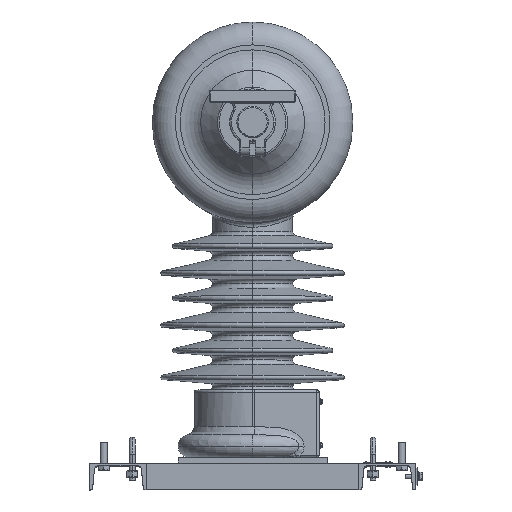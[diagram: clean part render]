
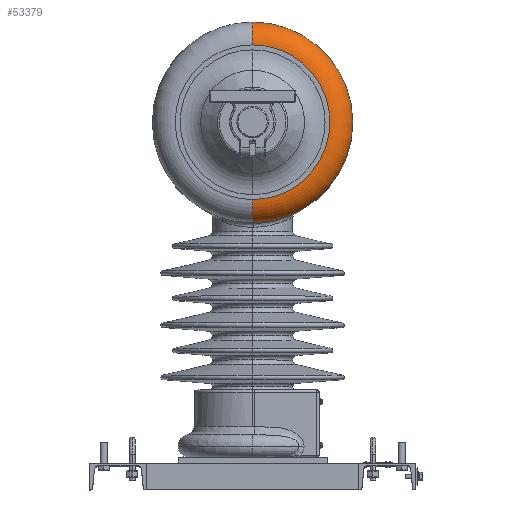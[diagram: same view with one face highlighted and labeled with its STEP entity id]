
A CAD part, top view. The second image highlights one B-rep face of the part: STEP entity #53379.
In plain terms, the highlighted toroidal (fillet/blend) face has major radius 135 mm and minor radius 40 mm.
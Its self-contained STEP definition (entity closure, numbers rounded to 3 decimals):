
#14439 = AXIS2_PLACEMENT_3D ( 'NONE', #28213, #28236, #28208 ) ;
#23086 = VERTEX_POINT ( 'NONE', #60799 ) ;
#23087 = VERTEX_POINT ( 'NONE', #60823 ) ;
#23095 = VERTEX_POINT ( 'NONE', #60777 ) ;
#23101 = VERTEX_POINT ( 'NONE', #60822 ) ;
#25109 = FACE_OUTER_BOUND ( 'NONE', #31686, .T. ) ;
#25158 = TOROIDAL_SURFACE ( 'NONE', #14439, 135., 40. ) ;
#28208 = DIRECTION ( 'NONE',  ( 0., -1., 0. ) ) ;
#28213 = CARTESIAN_POINT ( 'NONE',  ( 0., 585., 130. ) ) ;
#28236 = DIRECTION ( 'NONE',  ( 0., 0., 1. ) ) ;
#31686 = EDGE_LOOP ( 'NONE', ( #57460, #57446, #57445, #57475 ) ) ;
#46339 = DIRECTION ( 'NONE',  ( -1., 0., 0. ) ) ;
#46349 = CARTESIAN_POINT ( 'NONE',  ( 0., 585., 170. ) ) ;
#46350 = DIRECTION ( 'NONE',  ( 0., -1., 0. ) ) ;
#46355 = DIRECTION ( 'NONE',  ( 0., 0., 1. ) ) ;
#46361 = DIRECTION ( 'NONE',  ( 0., 0., 1. ) ) ;
#46365 = DIRECTION ( 'NONE',  ( 1., 0., 0. ) ) ;
#46366 = CARTESIAN_POINT ( 'NONE',  ( 0., 450., 130. ) ) ;
#46367 = CARTESIAN_POINT ( 'NONE',  ( 0., 720., 130. ) ) ;
#46377 = DIRECTION ( 'NONE',  ( 0., 1., 0. ) ) ;
#46455 = CARTESIAN_POINT ( 'NONE',  ( 0., 585., 130. ) ) ;
#46498 = DIRECTION ( 'NONE',  ( 0., -1., 0. ) ) ;
#46501 = DIRECTION ( 'NONE',  ( 0., 0., -1. ) ) ;
#47407 = EDGE_CURVE ( 'NONE', #23086, #23087, #81522, .T. ) ;
#47410 = EDGE_CURVE ( 'NONE', #23095, #23087, #81518, .T. ) ;
#47413 = EDGE_CURVE ( 'NONE', #23101, #23086, #81545, .T. ) ;
#47431 = EDGE_CURVE ( 'NONE', #23095, #23101, #81591, .T. ) ;
#53379 = ADVANCED_FACE ( 'NONE', ( #25109 ), #25158, .T. ) ;
#57445 = ORIENTED_EDGE ( 'NONE', *, *, #47407, .F. ) ;
#57446 = ORIENTED_EDGE ( 'NONE', *, *, #47410, .T. ) ;
#57460 = ORIENTED_EDGE ( 'NONE', *, *, #47431, .F. ) ;
#57475 = ORIENTED_EDGE ( 'NONE', *, *, #47413, .F. ) ;
#60777 = CARTESIAN_POINT ( 'NONE',  ( 0., 760., 130. ) ) ;
#60799 = CARTESIAN_POINT ( 'NONE',  ( 0., 450., 170. ) ) ;
#60822 = CARTESIAN_POINT ( 'NONE',  ( 0., 410., 130. ) ) ;
#60823 = CARTESIAN_POINT ( 'NONE',  ( 0., 720., 170. ) ) ;
#81518 = CIRCLE ( 'NONE', #82325, 40. ) ;
#81522 = CIRCLE ( 'NONE', #82391, 135. ) ;
#81545 = CIRCLE ( 'NONE', #82359, 40. ) ;
#81591 = CIRCLE ( 'NONE', #82326, 175. ) ;
#82325 = AXIS2_PLACEMENT_3D ( 'NONE', #46367, #46365, #46377 ) ;
#82326 = AXIS2_PLACEMENT_3D ( 'NONE', #46455, #46501, #46498 ) ;
#82359 = AXIS2_PLACEMENT_3D ( 'NONE', #46366, #46339, #46361 ) ;
#82391 = AXIS2_PLACEMENT_3D ( 'NONE', #46349, #46355, #46350 ) ;
